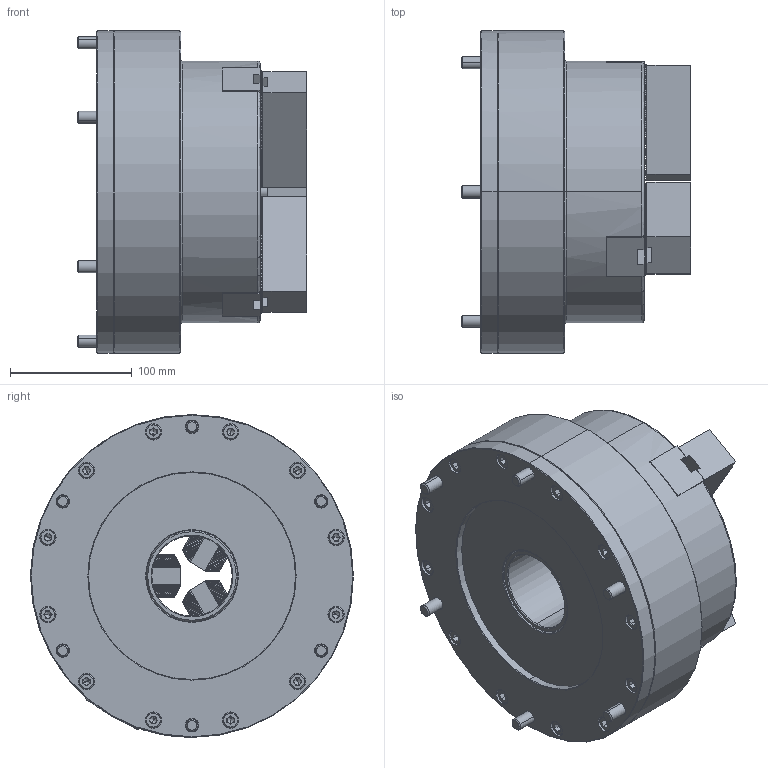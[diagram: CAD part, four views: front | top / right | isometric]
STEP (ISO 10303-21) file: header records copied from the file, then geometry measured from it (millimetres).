
FILE_DESCRIPTION (( 'STEP AP203' ), '1' );
FILE_NAME ('CF-AP-66.STEP', '2020-10-30T08:38:56', ( '' ), ( '' ), 'SwSTEP 2.0', 'SolidWorks 2016', '' );
FILE_SCHEMA (( 'CONFIG_CONTROL_DESIGN' ));
Length unit declared in the file: millimetre
Products named in the file (14): CF-AP-52-09000; 圓頭內六角螺栓_M10x75; 圓頭內六角螺栓_M8x20; CF-AP-66-0100G; CF-AP-66-06000; CF-AP-66-05000; CF-AP-52-10000; CF-3H-208-03000; CF-AP-66; SJ-08; 圓頭內六角螺栓_M12x30; 半圓頭六角孔螺栓_M5x10
Assembly tree (39 placements, depth 2):
  CF-AP-66
    CF-AP-66-0100G
    CF-AP-66-06000
    CF-AP-66-05000
    CF-3H-208-03000  x3
    SJ-08  x3
    圓頭內六角螺栓_M12x30  x6
    半圓頭六角孔螺栓_M5x10  x3
    CF-AP-52-09000
    圓頭內六角螺栓_M10x75  x6
    圓頭內六角螺栓_M8x20  x10
    圓頭內六角螺栓_M8x20
    圓頭內六角螺栓_M8x20
    CF-AP-52-10000  x2
Bounding box: 188.3 x 265 x 265 mm (x, y, z)
Volume: 4287256.8 mm3; surface area: 616896 mm2
Topology: 39 solids, 39 shells, 3829 faces, 10612 edges, 6904 vertices
Faces by surface type: plane 2489, cylinder 1038, cone 282, torus 16, sphere 4
Entity records: 51414 total; most frequent: CARTESIAN_POINT 10763, ORIENTED_EDGE 8368, DIRECTION 7631, EDGE_CURVE 4184, LINE 2831, VECTOR 2831, VERTEX_POINT 2743, AXIS2_PLACEMENT_3D 2400
